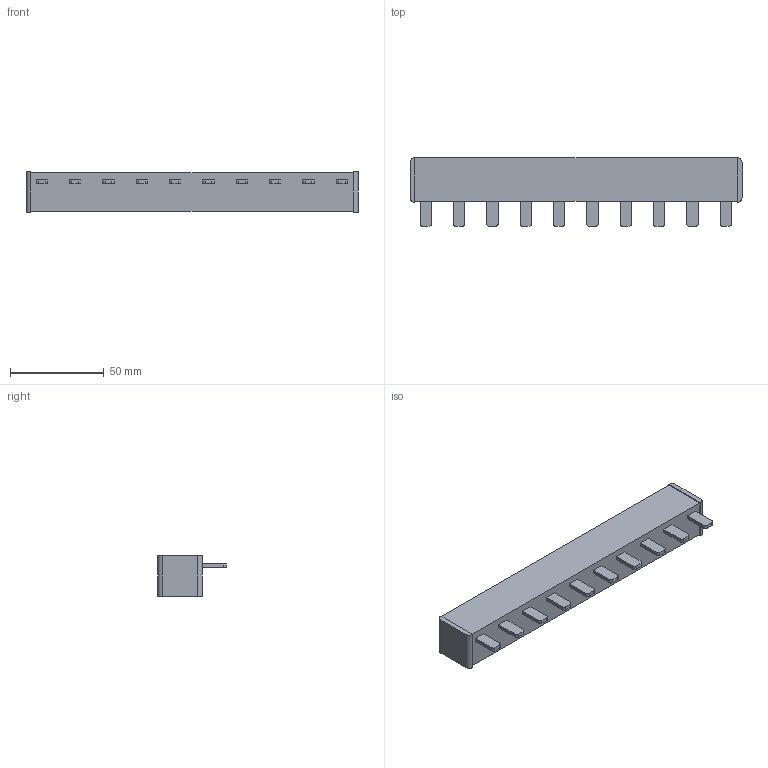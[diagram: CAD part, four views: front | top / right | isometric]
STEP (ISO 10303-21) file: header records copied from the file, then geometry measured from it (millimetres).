
FILE_DESCRIPTION (( 'STEP AP214' ), '1' );
FILE_NAME ('701874-10.STEP', '2025-04-09T17:37:18', ( '' ), ( '' ), 'SwSTEP 2.0', 'SolidWorks 2021', '' );
FILE_SCHEMA (( 'AUTOMOTIVE_DESIGN' ));
Length unit declared in the file: inch
Products named in the file (1): 701874-10
Bounding box: 177.04 x 36.58 x 21.59 mm (x, y, z)
Volume: 85926.8 mm3; surface area: 18644.9 mm2
Topology: 1 solids, 1 shells, 86 faces, 218 edges, 144 vertices
Faces by surface type: plane 62, cylinder 24
Entity records: 2826 total; most frequent: CARTESIAN_POINT 449, DIRECTION 440, ORIENTED_EDGE 436, EDGE_CURVE 218, LINE 170, VECTOR 170, VERTEX_POINT 144, AXIS2_PLACEMENT_3D 135
